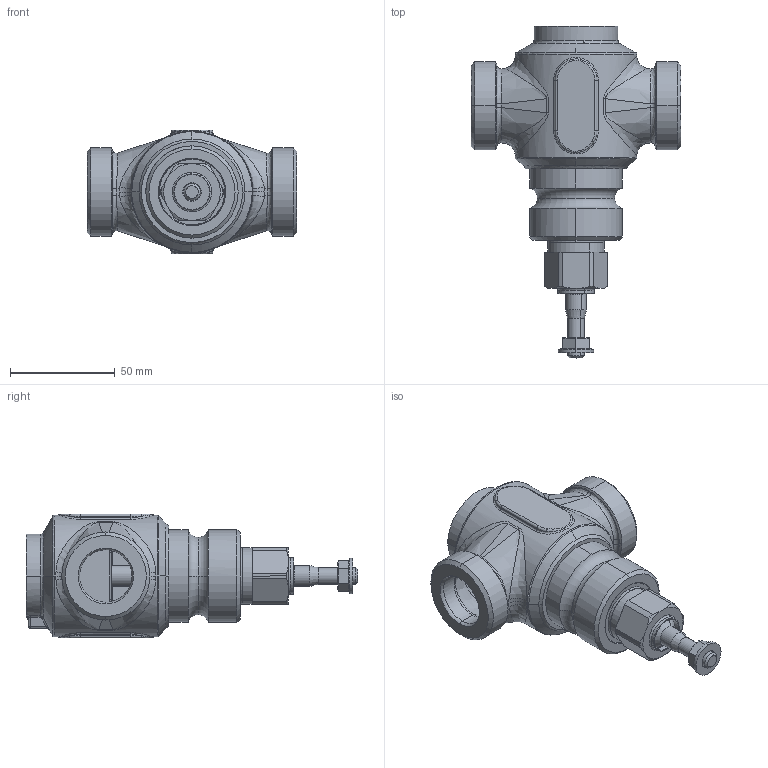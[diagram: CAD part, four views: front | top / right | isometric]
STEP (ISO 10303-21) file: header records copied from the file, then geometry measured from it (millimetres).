
FILE_DESCRIPTION(('CATIA V5 STEP Exchange'),'2;1');
FILE_NAME('VLE122 DN20.stp','2016-09-20T09:01:22+00:00',('none'),('none'),'CATIA Version 5-6 Release 2014 SP4 HF22','CATIA V5 STEP AP203','none');
FILE_SCHEMA(('CONFIG_CONTROL_DESIGN'));
Length unit declared in the file: millimetre
Products named in the file (3): VLE122 DN20; 953-1009s3; 954-1367s1
Assembly tree (13 placements, depth 3):
  VLE122 DN20
    953-1009s3
      #65
      #17217
    954-1367s1
      #17599
      #20404  x2
      #20540  x2
      #20977
    #21169
    #21579
    #22223
Bounding box: 100 x 158.14 x 59 mm (x, y, z)
Volume: 141732.7 mm3; surface area: 64961.4 mm2
Topology: 11 solids, 11 shells, 541 faces, 1235 edges, 727 vertices
Faces by surface type: cylinder 154, bspline 106, torus 99, plane 93, cone 87, sphere 2
Entity records: 23173 total; most frequent: CARTESIAN_POINT 12785, ORIENTED_EDGE 2384, DIRECTION 1555, EDGE_CURVE 1192, AXIS2_PLACEMENT_3D 871, VERTEX_POINT 705, EDGE_LOOP 555, ADVANCED_FACE 521
